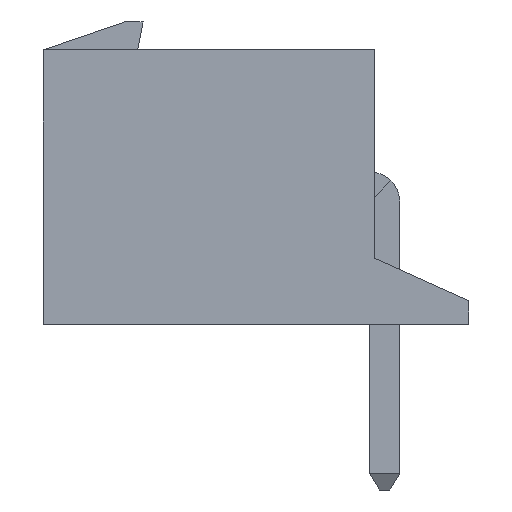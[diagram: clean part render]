
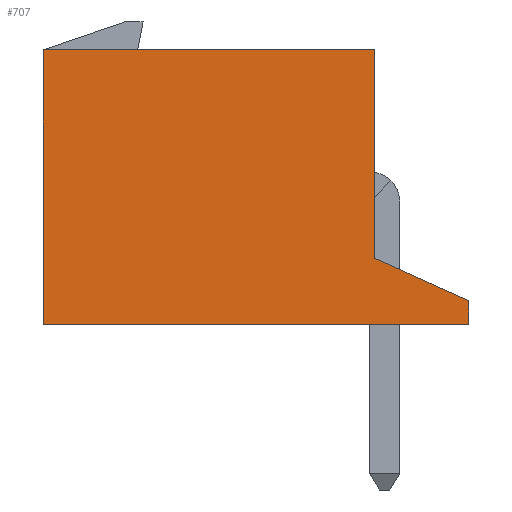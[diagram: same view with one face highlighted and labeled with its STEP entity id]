
A CAD part, left-side view. The second image highlights one B-rep face of the part: STEP entity #707.
In plain terms, the highlighted planar face has unit normal (-1, 0, 0).
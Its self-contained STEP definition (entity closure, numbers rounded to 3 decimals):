
#37 = EDGE_CURVE ( 'NONE', #5404, #940, #1922, .T. ) ;
#83 = CARTESIAN_POINT ( 'NONE',  ( -7.45, -2., -2.4 ) ) ;
#91 = VERTEX_POINT ( 'NONE', #875 ) ;
#168 = VECTOR ( 'NONE', #2998, 1000. ) ;
#229 = LINE ( 'NONE', #1175, #6515 ) ;
#279 = ORIENTED_EDGE ( 'NONE', *, *, #5397, .T. ) ;
#368 = ORIENTED_EDGE ( 'NONE', *, *, #6093, .T. ) ;
#433 = LINE ( 'NONE', #6055, #2465 ) ;
#561 = ORIENTED_EDGE ( 'NONE', *, *, #2027, .T. ) ;
#707 = ADVANCED_FACE ( 'NONE', ( #2146 ), #4695, .T. ) ;
#875 = CARTESIAN_POINT ( 'NONE',  ( -7.45, 0., 2.9 ) ) ;
#940 = VERTEX_POINT ( 'NONE', #83 ) ;
#959 = DIRECTION ( 'NONE',  ( 0., 1., 0. ) ) ;
#983 = AXIS2_PLACEMENT_3D ( 'NONE', #5939, #3268, #6437 ) ;
#994 = CARTESIAN_POINT ( 'NONE',  ( -7.45, 0., -2.9 ) ) ;
#1065 = EDGE_CURVE ( 'NONE', #5404, #4373, #433, .T. ) ;
#1175 = CARTESIAN_POINT ( 'NONE',  ( -7.45, 0., 2.9 ) ) ;
#1444 = LINE ( 'NONE', #1834, #6189 ) ;
#1453 = VERTEX_POINT ( 'NONE', #1746 ) ;
#1746 = CARTESIAN_POINT ( 'NONE',  ( -7.45, 0., -1.5 ) ) ;
#1834 = CARTESIAN_POINT ( 'NONE',  ( -7.45, 7., 0. ) ) ;
#1865 = EDGE_CURVE ( 'NONE', #4373, #5996, #1444, .T. ) ;
#1922 = LINE ( 'NONE', #5947, #6056 ) ;
#2027 = EDGE_CURVE ( 'NONE', #91, #5996, #229, .T. ) ;
#2120 = LINE ( 'NONE', #5172, #4773 ) ;
#2144 = ORIENTED_EDGE ( 'NONE', *, *, #1865, .F. ) ;
#2146 = FACE_OUTER_BOUND ( 'NONE', #2766, .T. ) ;
#2444 = LINE ( 'NONE', #994, #168 ) ;
#2465 = VECTOR ( 'NONE', #959, 1000. ) ;
#2657 = DIRECTION ( 'NONE',  ( 0., 1., 0. ) ) ;
#2692 = DIRECTION ( 'NONE',  ( 0., 0.912, 0.41 ) ) ;
#2766 = EDGE_LOOP ( 'NONE', ( #279, #368, #561, #2144, #5969, #5191 ) ) ;
#2998 = DIRECTION ( 'NONE',  ( 0., 0., 1. ) ) ;
#3268 = DIRECTION ( 'NONE',  ( -1., 0., 0. ) ) ;
#4153 = CARTESIAN_POINT ( 'NONE',  ( -7.45, 7., 2.9 ) ) ;
#4373 = VERTEX_POINT ( 'NONE', #6326 ) ;
#4695 = PLANE ( 'NONE',  #983 ) ;
#4773 = VECTOR ( 'NONE', #2692, 1000. ) ;
#5172 = CARTESIAN_POINT ( 'NONE',  ( -7.45, -2., -2.4 ) ) ;
#5191 = ORIENTED_EDGE ( 'NONE', *, *, #37, .T. ) ;
#5397 = EDGE_CURVE ( 'NONE', #940, #1453, #2120, .T. ) ;
#5404 = VERTEX_POINT ( 'NONE', #6539 ) ;
#5939 = CARTESIAN_POINT ( 'NONE',  ( -7.45, 0., -2.9 ) ) ;
#5947 = CARTESIAN_POINT ( 'NONE',  ( -7.45, -2., -2.9 ) ) ;
#5969 = ORIENTED_EDGE ( 'NONE', *, *, #1065, .F. ) ;
#5996 = VERTEX_POINT ( 'NONE', #4153 ) ;
#6055 = CARTESIAN_POINT ( 'NONE',  ( -7.45, 0., -2.9 ) ) ;
#6056 = VECTOR ( 'NONE', #6377, 1000. ) ;
#6093 = EDGE_CURVE ( 'NONE', #1453, #91, #2444, .T. ) ;
#6189 = VECTOR ( 'NONE', #6480, 1000. ) ;
#6326 = CARTESIAN_POINT ( 'NONE',  ( -7.45, 7., -2.9 ) ) ;
#6377 = DIRECTION ( 'NONE',  ( 0., 0., 1. ) ) ;
#6437 = DIRECTION ( 'NONE',  ( 0., 0., 1. ) ) ;
#6480 = DIRECTION ( 'NONE',  ( 0., 0., 1. ) ) ;
#6515 = VECTOR ( 'NONE', #2657, 1000. ) ;
#6539 = CARTESIAN_POINT ( 'NONE',  ( -7.45, -2., -2.9 ) ) ;
